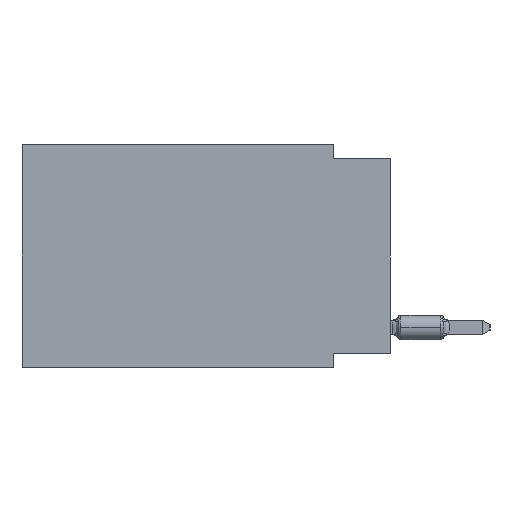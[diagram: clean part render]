
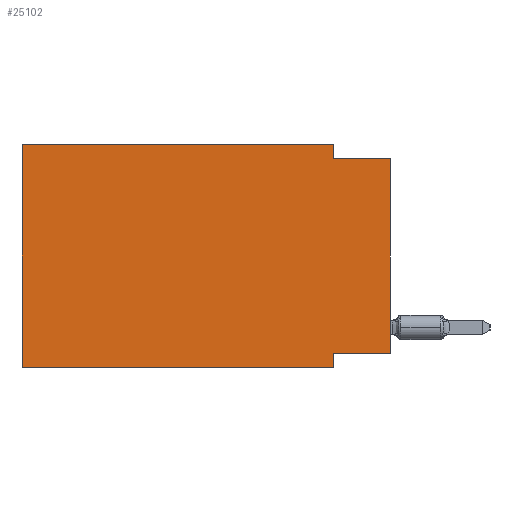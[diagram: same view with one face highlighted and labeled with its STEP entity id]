
A CAD part, left-side view. The second image highlights one B-rep face of the part: STEP entity #25102.
In plain terms, the highlighted planar face has unit normal (-1, 0, 0).
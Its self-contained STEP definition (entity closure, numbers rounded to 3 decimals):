
#436 = VERTEX_POINT ( 'NONE', #39529 ) ;
#575 = VECTOR ( 'NONE', #15140, 1000. ) ;
#906 = VERTEX_POINT ( 'NONE', #48743 ) ;
#2400 = LINE ( 'NONE', #20710, #6451 ) ;
#2455 = EDGE_CURVE ( 'NONE', #8297, #906, #2400, .T. ) ;
#2671 = DIRECTION ( 'NONE',  ( 0., 0., -1. ) ) ;
#4552 = LINE ( 'NONE', #36942, #5656 ) ;
#5037 = VECTOR ( 'NONE', #52459, 1000. ) ;
#5656 = VECTOR ( 'NONE', #41752, 1000. ) ;
#5687 = DIRECTION ( 'NONE',  ( 0., 0., 1. ) ) ;
#6451 = VECTOR ( 'NONE', #7791, 1000. ) ;
#7791 = DIRECTION ( 'NONE',  ( 0., 0., 1. ) ) ;
#8256 = CARTESIAN_POINT ( 'NONE',  ( 0., 2.54, -9.271 ) ) ;
#8297 = VERTEX_POINT ( 'NONE', #43107 ) ;
#8676 = ORIENTED_EDGE ( 'NONE', *, *, #27847, .F. ) ;
#10277 = EDGE_CURVE ( 'NONE', #37355, #57385, #53015, .T. ) ;
#10568 = CARTESIAN_POINT ( 'NONE',  ( 0., 16.383, 0. ) ) ;
#11115 = EDGE_CURVE ( 'NONE', #35593, #51764, #33281, .T. ) ;
#11703 = DIRECTION ( 'NONE',  ( 1., 0., 0. ) ) ;
#14293 = VERTEX_POINT ( 'NONE', #40134 ) ;
#15140 = DIRECTION ( 'NONE',  ( 0., -1., 0. ) ) ;
#16740 = CARTESIAN_POINT ( 'NONE',  ( 0., 16.383, -9.906 ) ) ;
#19774 = ORIENTED_EDGE ( 'NONE', *, *, #2455, .T. ) ;
#20710 = CARTESIAN_POINT ( 'NONE',  ( 0., 0., 0. ) ) ;
#21362 = EDGE_CURVE ( 'NONE', #436, #906, #51146, .T. ) ;
#25102 = ADVANCED_FACE ( 'NONE', ( #38978 ), #57288, .F. ) ;
#27257 = CARTESIAN_POINT ( 'NONE',  ( 0., 0., -9.271 ) ) ;
#27438 = ORIENTED_EDGE ( 'NONE', *, *, #42253, .T. ) ;
#27847 = EDGE_CURVE ( 'NONE', #51764, #14293, #29166, .T. ) ;
#28498 = CARTESIAN_POINT ( 'NONE',  ( 0., 16.383, 0. ) ) ;
#28935 = EDGE_CURVE ( 'NONE', #14293, #436, #29086, .T. ) ;
#29027 = VECTOR ( 'NONE', #56184, 1000. ) ;
#29086 = LINE ( 'NONE', #29360, #5037 ) ;
#29120 = ORIENTED_EDGE ( 'NONE', *, *, #53649, .F. ) ;
#29166 = LINE ( 'NONE', #10568, #29027 ) ;
#29360 = CARTESIAN_POINT ( 'NONE',  ( 0., 2.54, 0. ) ) ;
#31093 = ORIENTED_EDGE ( 'NONE', *, *, #10277, .F. ) ;
#31564 = CARTESIAN_POINT ( 'NONE',  ( 0., 2.54, -9.906 ) ) ;
#31567 = AXIS2_PLACEMENT_3D ( 'NONE', #52789, #11703, #2671 ) ;
#32048 = LINE ( 'NONE', #27257, #35657 ) ;
#32527 = CARTESIAN_POINT ( 'NONE',  ( 0., 0., -0.635 ) ) ;
#33281 = LINE ( 'NONE', #28498, #48368 ) ;
#35593 = VERTEX_POINT ( 'NONE', #16740 ) ;
#35657 = VECTOR ( 'NONE', #36240, 1000. ) ;
#36045 = ORIENTED_EDGE ( 'NONE', *, *, #21362, .F. ) ;
#36240 = DIRECTION ( 'NONE',  ( 0., 1., 0. ) ) ;
#36942 = CARTESIAN_POINT ( 'NONE',  ( 0., 16.383, -9.906 ) ) ;
#37355 = VERTEX_POINT ( 'NONE', #8256 ) ;
#38834 = ORIENTED_EDGE ( 'NONE', *, *, #28935, .F. ) ;
#38978 = FACE_OUTER_BOUND ( 'NONE', #54021, .T. ) ;
#39529 = CARTESIAN_POINT ( 'NONE',  ( 0., 2.54, -0.635 ) ) ;
#40134 = CARTESIAN_POINT ( 'NONE',  ( 0., 2.54, 0. ) ) ;
#41752 = DIRECTION ( 'NONE',  ( 0., -1., 0. ) ) ;
#42253 = EDGE_CURVE ( 'NONE', #35593, #57385, #4552, .T. ) ;
#43107 = CARTESIAN_POINT ( 'NONE',  ( 0., 0., -9.271 ) ) ;
#48368 = VECTOR ( 'NONE', #5687, 1000. ) ;
#48743 = CARTESIAN_POINT ( 'NONE',  ( 0., 0., -0.635 ) ) ;
#50591 = ORIENTED_EDGE ( 'NONE', *, *, #11115, .F. ) ;
#51146 = LINE ( 'NONE', #32527, #575 ) ;
#51764 = VERTEX_POINT ( 'NONE', #58387 ) ;
#52459 = DIRECTION ( 'NONE',  ( 0., 0., -1. ) ) ;
#52691 = CARTESIAN_POINT ( 'NONE',  ( 0., 2.54, -9.906 ) ) ;
#52789 = CARTESIAN_POINT ( 'NONE',  ( 0., 16.383, 0. ) ) ;
#53015 = LINE ( 'NONE', #52691, #57959 ) ;
#53311 = DIRECTION ( 'NONE',  ( 0., 0., -1. ) ) ;
#53649 = EDGE_CURVE ( 'NONE', #8297, #37355, #32048, .T. ) ;
#54021 = EDGE_LOOP ( 'NONE', ( #19774, #36045, #38834, #8676, #50591, #27438, #31093, #29120 ) ) ;
#56184 = DIRECTION ( 'NONE',  ( 0., -1., 0. ) ) ;
#57288 = PLANE ( 'NONE',  #31567 ) ;
#57385 = VERTEX_POINT ( 'NONE', #31564 ) ;
#57959 = VECTOR ( 'NONE', #53311, 1000. ) ;
#58387 = CARTESIAN_POINT ( 'NONE',  ( 0., 16.383, 0. ) ) ;
